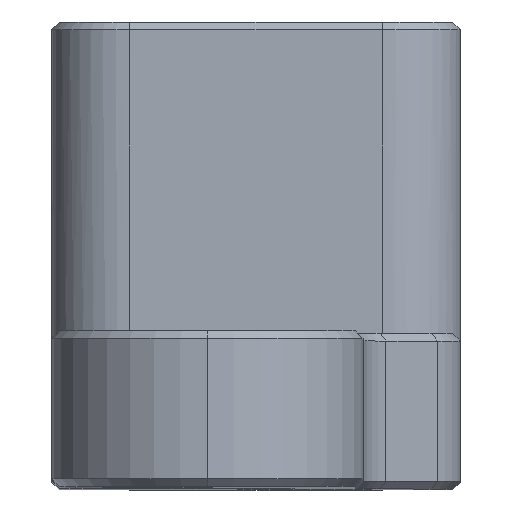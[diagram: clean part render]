
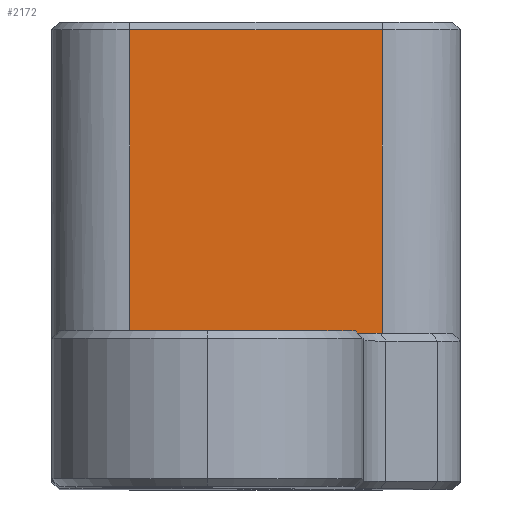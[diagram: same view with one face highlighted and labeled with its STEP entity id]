
A CAD part, top view. The second image highlights one B-rep face of the part: STEP entity #2172.
In plain terms, the highlighted planar face has unit normal (0, 0, 1).
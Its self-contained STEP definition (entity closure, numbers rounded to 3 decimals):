
#48 = DIRECTION ( 'NONE',  ( 0., -1., 0. ) ) ;
#132 = VERTEX_POINT ( 'NONE', #1884 ) ;
#153 = CARTESIAN_POINT ( 'NONE',  ( -4., 12., -21.5 ) ) ;
#157 = CARTESIAN_POINT ( 'NONE',  ( -4., 11.8, -21.5 ) ) ;
#173 = VECTOR ( 'NONE', #48, 1000. ) ;
#176 = DIRECTION ( 'NONE',  ( -1., 0., 0. ) ) ;
#221 = CARTESIAN_POINT ( 'NONE',  ( -2., 11.8, -21.5 ) ) ;
#312 = ORIENTED_EDGE ( 'NONE', *, *, #1206, .T. ) ;
#321 = CARTESIAN_POINT ( 'NONE',  ( 4.5, 11.8, -21.5 ) ) ;
#335 = ORIENTED_EDGE ( 'NONE', *, *, #1975, .T. ) ;
#423 = EDGE_LOOP ( 'NONE', ( #335, #312, #862, #1406 ) ) ;
#492 = PLANE ( 'NONE',  #987 ) ;
#513 = DIRECTION ( 'NONE',  ( 1., 0., 0. ) ) ;
#652 = LINE ( 'NONE', #1314, #173 ) ;
#717 = CARTESIAN_POINT ( 'NONE',  ( -4., 4., -21.5 ) ) ;
#732 = VECTOR ( 'NONE', #176, 1000. ) ;
#801 = VECTOR ( 'NONE', #2094, 1000. ) ;
#804 = LINE ( 'NONE', #157, #2041 ) ;
#806 = VERTEX_POINT ( 'NONE', #221 ) ;
#833 = DIRECTION ( 'NONE',  ( -1., 0., 0. ) ) ;
#862 = ORIENTED_EDGE ( 'NONE', *, *, #866, .T. ) ;
#866 = EDGE_CURVE ( 'NONE', #806, #1608, #652, .T. ) ;
#987 = AXIS2_PLACEMENT_3D ( 'NONE', #153, #1555, #513 ) ;
#994 = VERTEX_POINT ( 'NONE', #321 ) ;
#1014 = LINE ( 'NONE', #717, #732 ) ;
#1206 = EDGE_CURVE ( 'NONE', #994, #806, #804, .T. ) ;
#1226 = LINE ( 'NONE', #2258, #801 ) ;
#1314 = CARTESIAN_POINT ( 'NONE',  ( -2., 4., -21.5 ) ) ;
#1406 = ORIENTED_EDGE ( 'NONE', *, *, #1675, .F. ) ;
#1555 = DIRECTION ( 'NONE',  ( 0., 0., 1. ) ) ;
#1608 = VERTEX_POINT ( 'NONE', #1616 ) ;
#1616 = CARTESIAN_POINT ( 'NONE',  ( -2., 4., -21.5 ) ) ;
#1675 = EDGE_CURVE ( 'NONE', #132, #1608, #1014, .T. ) ;
#1884 = CARTESIAN_POINT ( 'NONE',  ( 4.5, 4., -21.5 ) ) ;
#1975 = EDGE_CURVE ( 'NONE', #132, #994, #1226, .T. ) ;
#2008 = FACE_OUTER_BOUND ( 'NONE', #423, .T. ) ;
#2041 = VECTOR ( 'NONE', #833, 1000. ) ;
#2094 = DIRECTION ( 'NONE',  ( 0., 1., 0. ) ) ;
#2172 = ADVANCED_FACE ( 'NONE', ( #2008 ), #492, .T. ) ;
#2258 = CARTESIAN_POINT ( 'NONE',  ( 4.5, 12., -21.5 ) ) ;
